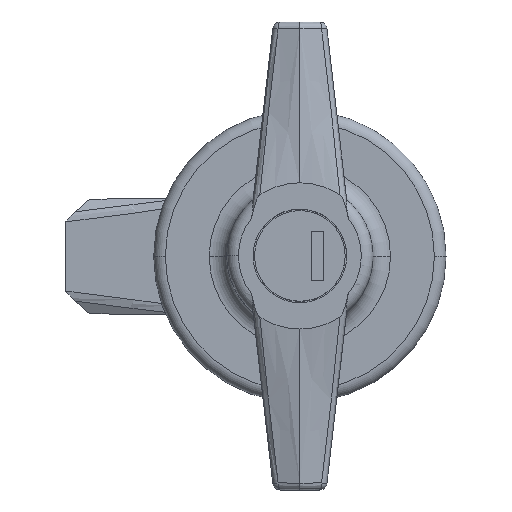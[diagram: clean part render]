
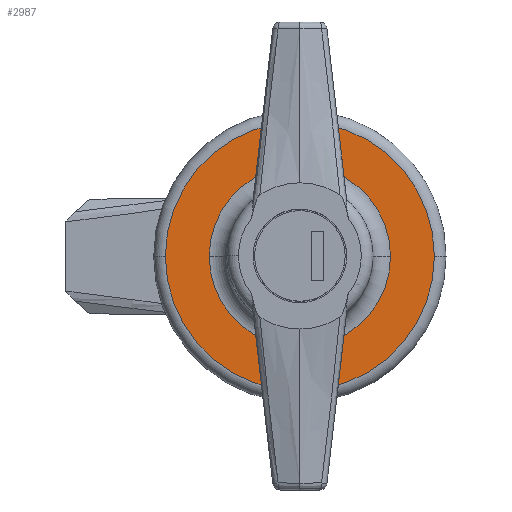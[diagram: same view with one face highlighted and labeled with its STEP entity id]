
A CAD part, top view. The second image highlights one B-rep face of the part: STEP entity #2987.
In plain terms, the highlighted face is planar.
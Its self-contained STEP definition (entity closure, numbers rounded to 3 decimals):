
#4 = EDGE_CURVE ( 'NONE', #402, #403, #40, .T. ) ;
#20 = EDGE_CURVE ( 'NONE', #403, #402, #52, .T. ) ;
#21 = EDGE_CURVE ( 'NONE', #398, #399, #53, .T. ) ;
#40 = CIRCLE ( 'NONE', #5162, 15.5 ) ;
#52 = CIRCLE ( 'NONE', #115, 15.5 ) ;
#53 = CIRCLE ( 'NONE', #5144, 23. ) ;
#115 = AXIS2_PLACEMENT_3D ( 'NONE', #1368, #1369, #1370 ) ;
#398 = VERTEX_POINT ( 'NONE', #1568 ) ;
#399 = VERTEX_POINT ( 'NONE', #1569 ) ;
#402 = VERTEX_POINT ( 'NONE', #1572 ) ;
#403 = VERTEX_POINT ( 'NONE', #1573 ) ;
#651 = ORIENTED_EDGE ( 'NONE', *, *, #20, .F. ) ;
#652 = ORIENTED_EDGE ( 'NONE', *, *, #4, .F. ) ;
#653 = ORIENTED_EDGE ( 'NONE', *, *, #3053, .T. ) ;
#654 = ORIENTED_EDGE ( 'NONE', *, *, #21, .T. ) ;
#698 = CARTESIAN_POINT ( 'NONE',  ( 9.5, 0., 0. ) ) ;
#699 = DIRECTION ( 'NONE',  ( -1., 0., 0. ) ) ;
#938 = PLANE ( 'NONE',  #9583 ) ;
#939 = CARTESIAN_POINT ( 'NONE',  ( 9.5, 23., 0. ) ) ;
#940 = DIRECTION ( 'NONE',  ( 1., 0., 0. ) ) ;
#941 = DIRECTION ( 'NONE',  ( 0., 0., -1. ) ) ;
#1201 = CARTESIAN_POINT ( 'NONE',  ( 9.5, 0., 0. ) ) ;
#1202 = DIRECTION ( 'NONE',  ( -1., 0., 0. ) ) ;
#1203 = DIRECTION ( 'NONE',  ( 0., 0., 1. ) ) ;
#1322 = DIRECTION ( 'NONE',  ( 0., 0., 1. ) ) ;
#1368 = CARTESIAN_POINT ( 'NONE',  ( 9.5, 0., 0. ) ) ;
#1369 = DIRECTION ( 'NONE',  ( -1., 0., 0. ) ) ;
#1370 = DIRECTION ( 'NONE',  ( 0., 0., 1. ) ) ;
#1371 = CARTESIAN_POINT ( 'NONE',  ( 9.5, 0., 0. ) ) ;
#1372 = DIRECTION ( 'NONE',  ( -1., 0., 0. ) ) ;
#1373 = DIRECTION ( 'NONE',  ( 0., 0., 1. ) ) ;
#1568 = CARTESIAN_POINT ( 'NONE',  ( 9.5, 0., -23. ) ) ;
#1569 = CARTESIAN_POINT ( 'NONE',  ( 9.5, 0., 23. ) ) ;
#1572 = CARTESIAN_POINT ( 'NONE',  ( 9.5, 0., -15.5 ) ) ;
#1573 = CARTESIAN_POINT ( 'NONE',  ( 9.5, 0., 15.5 ) ) ;
#2103 = EDGE_LOOP ( 'NONE', ( #651, #652 ) ) ;
#2104 = EDGE_LOOP ( 'NONE', ( #653, #654 ) ) ;
#2987 = ADVANCED_FACE ( 'NONE', ( #9577, #9581 ), #938, .F. ) ;
#3053 = EDGE_CURVE ( 'NONE', #399, #398, #10897, .T. ) ;
#5144 = AXIS2_PLACEMENT_3D ( 'NONE', #1371, #1372, #1373 ) ;
#5162 = AXIS2_PLACEMENT_3D ( 'NONE', #698, #699, #1322 ) ;
#9577 = FACE_BOUND ( 'NONE', #2103, .T. ) ;
#9581 = FACE_OUTER_BOUND ( 'NONE', #2104, .T. ) ;
#9583 = AXIS2_PLACEMENT_3D ( 'NONE', #939, #940, #941 ) ;
#10897 = CIRCLE ( 'NONE', #11191, 23. ) ;
#11191 = AXIS2_PLACEMENT_3D ( 'NONE', #1201, #1202, #1203 ) ;
